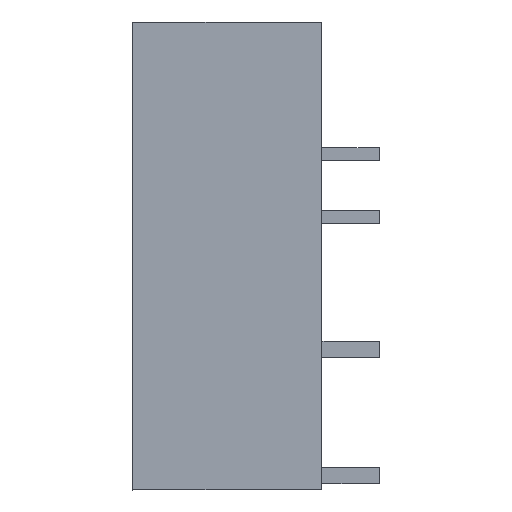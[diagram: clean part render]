
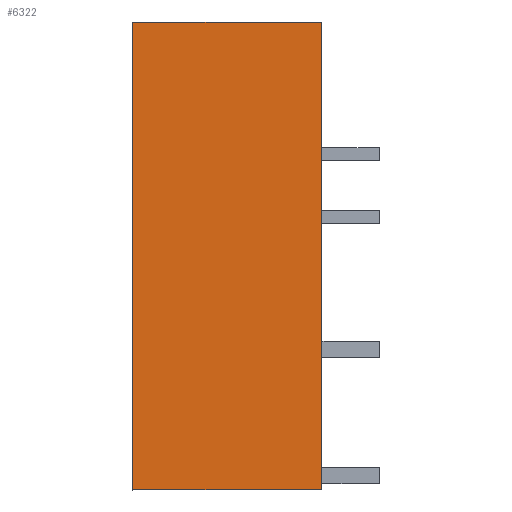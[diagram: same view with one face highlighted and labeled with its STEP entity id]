
A CAD part, left-side view. The second image highlights one B-rep face of the part: STEP entity #6322.
In plain terms, the highlighted planar face has unit normal (-1, 0, 0).
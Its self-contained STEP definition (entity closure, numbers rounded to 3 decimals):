
#6309=AXIS2_PLACEMENT_3D('Plane Axis2P3D',#6306,#6307,#6308) ;
#3321=CARTESIAN_POINT('Vertex',(0.,3.5,28.3)) ;
#3326=CARTESIAN_POINT('Line Origine',(0.,3.5,14.15)) ;
#3330=CARTESIAN_POINT('Vertex',(0.,3.5,0.)) ;
#4362=CARTESIAN_POINT('Vertex',(0.,14.9,0.)) ;
#4365=CARTESIAN_POINT('Line Origine',(0.,14.9,14.15)) ;
#4369=CARTESIAN_POINT('Vertex',(0.,14.9,28.3)) ;
#5565=CARTESIAN_POINT('Line Origine',(0.,9.2,28.3)) ;
#6306=CARTESIAN_POINT('Axis2P3D Location',(0.,14.9,28.3)) ;
#6311=CARTESIAN_POINT('Line Origine',(0.,9.2,0.)) ;
#3327=DIRECTION('Vector Direction',(0.,0.,-1.)) ;
#4366=DIRECTION('Vector Direction',(0.,0.,-1.)) ;
#5566=DIRECTION('Vector Direction',(0.,-1.,0.)) ;
#6307=DIRECTION('Axis2P3D Direction',(-1.,-0.,-0.)) ;
#6308=DIRECTION('Axis2P3D XDirection',(0.,0.,-1.)) ;
#6312=DIRECTION('Vector Direction',(0.,-1.,0.)) ;
#3328=VECTOR('Line Direction',#3327,1.) ;
#4367=VECTOR('Line Direction',#4366,1.) ;
#5567=VECTOR('Line Direction',#5566,1.) ;
#6313=VECTOR('Line Direction',#6312,1.) ;
#6317=ORIENTED_EDGE('',*,*,#5569,.F.) ;
#6318=ORIENTED_EDGE('',*,*,#4371,.F.) ;
#6319=ORIENTED_EDGE('',*,*,#6315,.T.) ;
#6320=ORIENTED_EDGE('',*,*,#3332,.F.) ;
#6322=ADVANCED_FACE('HOUSING',(#6321),#6310,.T.) ;
#3332=EDGE_CURVE('',#3322,#3331,#3329,.T.) ;
#4371=EDGE_CURVE('',#4363,#4370,#4368,.F.) ;
#5569=EDGE_CURVE('',#4370,#3322,#5568,.T.) ;
#6315=EDGE_CURVE('',#4363,#3331,#6314,.T.) ;
#6316=EDGE_LOOP('',(#6317,#6318,#6319,#6320)) ;
#6321=FACE_OUTER_BOUND('',#6316,.T.) ;
#3329=LINE('Line',#3326,#3328) ;
#4368=LINE('Line',#4365,#4367) ;
#5568=LINE('Line',#5565,#5567) ;
#6314=LINE('Line',#6311,#6313) ;
#6310=PLANE('',#6309) ;
#3322=VERTEX_POINT('',#3321) ;
#3331=VERTEX_POINT('',#3330) ;
#4363=VERTEX_POINT('',#4362) ;
#4370=VERTEX_POINT('',#4369) ;
